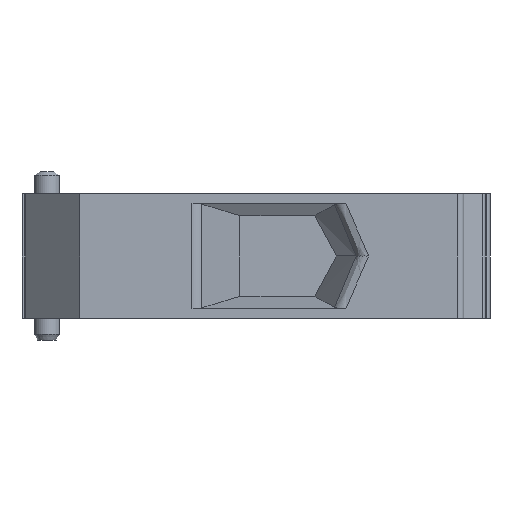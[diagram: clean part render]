
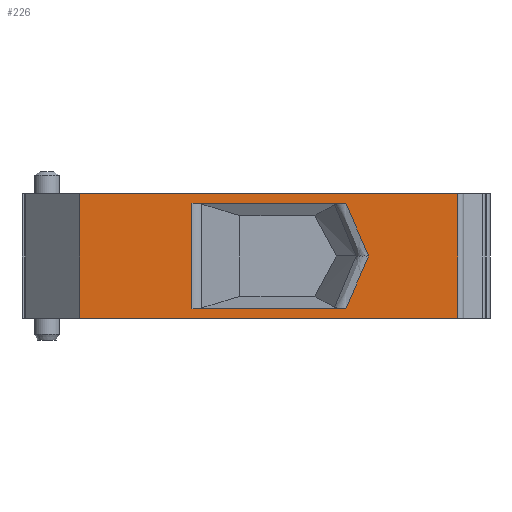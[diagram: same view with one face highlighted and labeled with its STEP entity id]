
A CAD part, left-side view. The second image highlights one B-rep face of the part: STEP entity #226.
In plain terms, the highlighted planar face has unit normal (-1, 0, 0).
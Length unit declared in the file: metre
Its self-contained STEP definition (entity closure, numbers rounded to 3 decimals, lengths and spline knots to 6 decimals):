
#226 = ADVANCED_FACE( 'NONE', ( #507, #508 ), #509, .T. );
#507 = FACE_OUTER_BOUND( '', #909, .T. );
#508 = FACE_BOUND( '', #910, .T. );
#509 = PLANE( '', #911 );
#909 = EDGE_LOOP( '', ( #1556, #1557, #1558, #1559 ) );
#910 = EDGE_LOOP( '', ( #1560, #1561, #1562, #1563, #1564 ) );
#911 = AXIS2_PLACEMENT_3D( '', #1565, #1566, #1567 );
#1556 = ORIENTED_EDGE( '', *, *, #2293, .F. );
#1557 = ORIENTED_EDGE( '', *, *, #2106, .T. );
#1558 = ORIENTED_EDGE( '', *, *, #2229, .T. );
#1559 = ORIENTED_EDGE( '', *, *, #2294, .T. );
#1560 = ORIENTED_EDGE( '', *, *, #2066, .F. );
#1561 = ORIENTED_EDGE( '', *, *, #2198, .T. );
#1562 = ORIENTED_EDGE( '', *, *, #2207, .T. );
#1563 = ORIENTED_EDGE( '', *, *, #2295, .F. );
#1564 = ORIENTED_EDGE( '', *, *, #2058, .T. );
#1565 = CARTESIAN_POINT( '', ( 55.971589, -0.690891, 0.244001 ) );
#1566 = DIRECTION( '', ( -1., 0., 0. ) );
#1567 = DIRECTION( '', ( 0., 0., 1. ) );
#2058 = EDGE_CURVE( 'NONE', #2428, #2425, #2429, .T. );
#2066 = EDGE_CURVE( 'NONE', #2440, #2425, #2442, .F. );
#2106 = EDGE_CURVE( 'NONE', #2512, #2510, #2513, .T. );
#2198 = EDGE_CURVE( 'NONE', #2440, #2675, #2677, .T. );
#2207 = EDGE_CURVE( 'NONE', #2675, #2689, #2692, .T. );
#2229 = EDGE_CURVE( 'NONE', #2510, #2723, #2724, .T. );
#2293 = EDGE_CURVE( 'NONE', #2512, #2814, #2815, .F. );
#2294 = EDGE_CURVE( 'NONE', #2723, #2814, #2816, .F. );
#2295 = EDGE_CURVE( 'NONE', #2428, #2689, #2817, .T. );
#2425 = VERTEX_POINT( 'NONE', #2973 );
#2428 = VERTEX_POINT( 'NONE', #2976 );
#2429 = LINE( '', #2977, #2978 );
#2440 = VERTEX_POINT( 'NONE', #2991 );
#2442 = LINE( '', #3000, #3001 );
#2510 = VERTEX_POINT( 'NONE', #3092 );
#2512 = VERTEX_POINT( 'NONE', #3094 );
#2513 = LINE( '', #3095, #3096 );
#2675 = VERTEX_POINT( 'NONE', #3332 );
#2677 = CIRCLE( '', #3349, 6.31086 );
#2689 = VERTEX_POINT( 'NONE', #3377 );
#2692 = CIRCLE( '', #3389, 6.31086 );
#2723 = VERTEX_POINT( 'NONE', #3443 );
#2724 = LINE( '', #3444, #3445 );
#2814 = VERTEX_POINT( 'NONE', #3605 );
#2815 = LINE( '', #3606, #3607 );
#2816 = LINE( '', #3608, #3609 );
#2817 = LINE( '', #3610, #3611 );
#2973 = CARTESIAN_POINT( '', ( 55.971589, -0.648207, 0.262501 ) );
#2976 = CARTESIAN_POINT( '', ( 55.971589, -0.648207, 0.245501 ) );
#2977 = CARTESIAN_POINT( '', ( 55.971589, -0.648207, 0.244001 ) );
#2978 = VECTOR( '', #3837, 1. );
#2991 = CARTESIAN_POINT( '', ( 55.971589, -0.672948, 0.262501 ) );
#3000 = CARTESIAN_POINT( '', ( 55.971589, 0., 0.262501 ) );
#3001 = VECTOR( '', #3846, 1. );
#3092 = CARTESIAN_POINT( '', ( 55.971589, -0.690891, 0.244001 ) );
#3094 = CARTESIAN_POINT( '', ( 55.971589, -0.630142, 0.244001 ) );
#3095 = CARTESIAN_POINT( '', ( 55.971589, -0.690891, 0.244001 ) );
#3096 = VECTOR( '', #3897, 1. );
#3332 = CARTESIAN_POINT( '', ( 55.971589, -0.676567, 0.254001 ) );
#3349 = AXIS2_PLACEMENT_3D( '', #4005, #4006, #4007 );
#3377 = CARTESIAN_POINT( '', ( 55.971589, -0.672948, 0.245501 ) );
#3389 = AXIS2_PLACEMENT_3D( '', #4012, #4013, #4014 );
#3443 = CARTESIAN_POINT( '', ( 55.971589, -0.690891, 0.264001 ) );
#3444 = CARTESIAN_POINT( '', ( 55.971589, -0.690891, 0.244001 ) );
#3445 = VECTOR( '', #4035, 1. );
#3605 = CARTESIAN_POINT( '', ( 55.971589, -0.630142, 0.264001 ) );
#3606 = CARTESIAN_POINT( '', ( 55.971589, -0.630142, 0.244001 ) );
#3607 = VECTOR( '', #4088, 1. );
#3608 = CARTESIAN_POINT( '', ( 55.971589, -0.690891, 0.264001 ) );
#3609 = VECTOR( '', #4089, 1. );
#3610 = CARTESIAN_POINT( '', ( 55.971589, 0., 0.245501 ) );
#3611 = VECTOR( '', #4090, 1. );
#3837 = DIRECTION( '', ( 0., 0., 1. ) );
#3846 = DIRECTION( '', ( 0., -1., 0. ) );
#3897 = DIRECTION( '', ( 0., -1., 0. ) );
#4005 = CARTESIAN_POINT( '', ( 55.971589, -6.481319, 2.730247 ) );
#4006 = DIRECTION( '', ( -1., 0., 0. ) );
#4007 = DIRECTION( '', ( 0., 0.92, -0.391 ) );
#4012 = CARTESIAN_POINT( '', ( 55.971589, -6.481319, -2.222246 ) );
#4013 = DIRECTION( '', ( -1., 0., 0. ) );
#4014 = DIRECTION( '', ( 0., 0.92, 0.392 ) );
#4035 = DIRECTION( '', ( 0., 0., 1. ) );
#4088 = DIRECTION( '', ( 0., 0., -1. ) );
#4089 = DIRECTION( '', ( 0., -1., 0. ) );
#4090 = DIRECTION( '', ( 0., -1., 0. ) );
